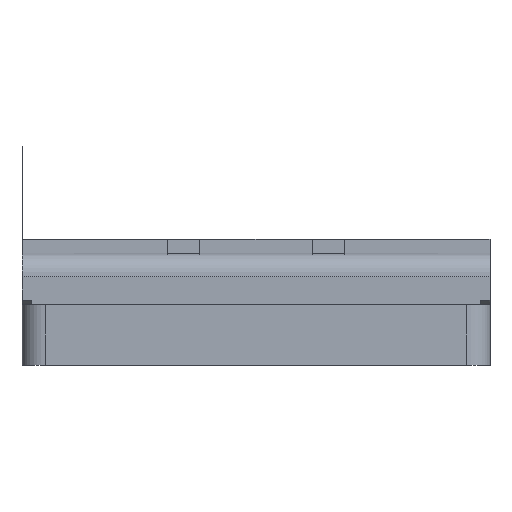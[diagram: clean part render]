
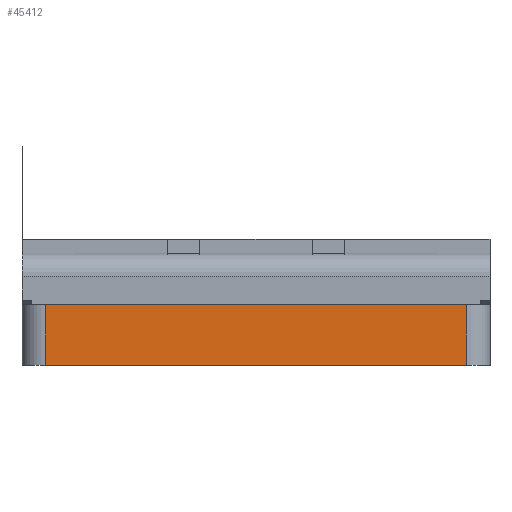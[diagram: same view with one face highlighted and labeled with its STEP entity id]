
A CAD part, front view. The second image highlights one B-rep face of the part: STEP entity #45412.
In plain terms, the highlighted planar face has unit normal (0, -1, 0).
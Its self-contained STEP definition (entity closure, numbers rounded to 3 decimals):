
#44 = PLANE('',#45);
#45 = AXIS2_PLACEMENT_3D('',#46,#47,#48);
#46 = CARTESIAN_POINT('',(114.,3.885,-1.));
#47 = DIRECTION('',(0.,0.,-1.));
#48 = DIRECTION('',(-1.,0.,0.));
#1453 = VERTEX_POINT('',#1454);
#1454 = CARTESIAN_POINT('',(136.5,-43.,-1.));
#1473 = CYLINDRICAL_SURFACE('',#1474,2.5);
#1474 = AXIS2_PLACEMENT_3D('',#1475,#1476,#1477);
#1475 = CARTESIAN_POINT('',(136.5,-40.5,-1.));
#1476 = DIRECTION('',(0.,0.,1.));
#1477 = DIRECTION('',(0.,-1.,0.));
#1485 = EDGE_CURVE('',#1486,#1453,#1488,.T.);
#1486 = VERTEX_POINT('',#1487);
#1487 = CARTESIAN_POINT('',(91.5,-43.,-1.));
#1488 = SURFACE_CURVE('',#1489,(#1493,#1499),.PCURVE_S1.);
#1489 = LINE('',#1490,#1491);
#1490 = CARTESIAN_POINT('',(99.,-43.,-1.));
#1491 = VECTOR('',#1492,1.);
#1492 = DIRECTION('',(1.,0.,0.));
#1493 = PCURVE('',#44,#1494);
#1494 = DEFINITIONAL_REPRESENTATION('',(#1495),#1498);
#1495 = B_SPLINE_CURVE_WITH_KNOTS('',1,(#1496,#1497),.UNSPECIFIED.,.F.,
  .F.,(2,2),(-15.,45.),.PIECEWISE_BEZIER_KNOTS.);
#1496 = CARTESIAN_POINT('',(30.,-46.885));
#1497 = CARTESIAN_POINT('',(-30.,-46.885));
#1498 = ( GEOMETRIC_REPRESENTATION_CONTEXT(2) 
PARAMETRIC_REPRESENTATION_CONTEXT() REPRESENTATION_CONTEXT('2D SPACE',''
  ) );
#1499 = PCURVE('',#1500,#1505);
#1500 = PLANE('',#1501);
#1501 = AXIS2_PLACEMENT_3D('',#1502,#1503,#1504);
#1502 = CARTESIAN_POINT('',(84.,-43.,-2.));
#1503 = DIRECTION('',(0.,1.,0.));
#1504 = DIRECTION('',(0.,0.,1.));
#1505 = DEFINITIONAL_REPRESENTATION('',(#1506),#1509);
#1506 = B_SPLINE_CURVE_WITH_KNOTS('',1,(#1507,#1508),.UNSPECIFIED.,.F.,
  .F.,(2,2),(-15.,45.),.PIECEWISE_BEZIER_KNOTS.);
#1507 = CARTESIAN_POINT('',(1.,0.));
#1508 = CARTESIAN_POINT('',(1.,60.));
#1509 = ( GEOMETRIC_REPRESENTATION_CONTEXT(2) 
PARAMETRIC_REPRESENTATION_CONTEXT() REPRESENTATION_CONTEXT('2D SPACE',''
  ) );
#1530 = CYLINDRICAL_SURFACE('',#1531,2.5);
#1531 = AXIS2_PLACEMENT_3D('',#1532,#1533,#1534);
#1532 = CARTESIAN_POINT('',(91.5,-40.5,-1.));
#1533 = DIRECTION('',(0.,0.,1.));
#1534 = DIRECTION('',(-1.,0.,0.));
#2872 = PLANE('',#2873);
#2873 = AXIS2_PLACEMENT_3D('',#2874,#2875,#2876);
#2874 = CARTESIAN_POINT('',(89.,-68.,5.5));
#2875 = DIRECTION('',(0.,0.,1.));
#2876 = DIRECTION('',(1.,0.,0.));
#45319 = EDGE_CURVE('',#1486,#45320,#45322,.T.);
#45320 = VERTEX_POINT('',#45321);
#45321 = CARTESIAN_POINT('',(91.5,-43.,5.5));
#45322 = SURFACE_CURVE('',#45323,(#45327,#45334),.PCURVE_S1.);
#45323 = LINE('',#45324,#45325);
#45324 = CARTESIAN_POINT('',(91.5,-43.,-1.));
#45325 = VECTOR('',#45326,1.);
#45326 = DIRECTION('',(0.,0.,1.));
#45327 = PCURVE('',#1530,#45328);
#45328 = DEFINITIONAL_REPRESENTATION('',(#45329),#45333);
#45329 = LINE('',#45330,#45331);
#45330 = CARTESIAN_POINT('',(1.571,0.));
#45331 = VECTOR('',#45332,1.);
#45332 = DIRECTION('',(0.,1.));
#45333 = ( GEOMETRIC_REPRESENTATION_CONTEXT(2) 
PARAMETRIC_REPRESENTATION_CONTEXT() REPRESENTATION_CONTEXT('2D SPACE',''
  ) );
#45334 = PCURVE('',#1500,#45335);
#45335 = DEFINITIONAL_REPRESENTATION('',(#45336),#45340);
#45336 = LINE('',#45337,#45338);
#45337 = CARTESIAN_POINT('',(1.,7.5));
#45338 = VECTOR('',#45339,1.);
#45339 = DIRECTION('',(1.,0.));
#45340 = ( GEOMETRIC_REPRESENTATION_CONTEXT(2) 
PARAMETRIC_REPRESENTATION_CONTEXT() REPRESENTATION_CONTEXT('2D SPACE',''
  ) );
#45412 = ADVANCED_FACE('',(#45413),#1500,.F.);
#45413 = FACE_BOUND('',#45414,.F.);
#45414 = EDGE_LOOP('',(#45415,#45416,#45417,#45438));
#45415 = ORIENTED_EDGE('',*,*,#1485,.F.);
#45416 = ORIENTED_EDGE('',*,*,#45319,.T.);
#45417 = ORIENTED_EDGE('',*,*,#45418,.F.);
#45418 = EDGE_CURVE('',#45419,#45320,#45421,.T.);
#45419 = VERTEX_POINT('',#45420);
#45420 = CARTESIAN_POINT('',(136.5,-43.,5.5));
#45421 = SURFACE_CURVE('',#45422,(#45426,#45432),.PCURVE_S1.);
#45422 = LINE('',#45423,#45424);
#45423 = CARTESIAN_POINT('',(86.5,-43.,5.5));
#45424 = VECTOR('',#45425,1.);
#45425 = DIRECTION('',(-1.,0.,0.));
#45426 = PCURVE('',#1500,#45427);
#45427 = DEFINITIONAL_REPRESENTATION('',(#45428),#45431);
#45428 = B_SPLINE_CURVE_WITH_KNOTS('',1,(#45429,#45430),.UNSPECIFIED.,
  .F.,.F.,(2,2),(-57.5,2.5),.PIECEWISE_BEZIER_KNOTS.);
#45429 = CARTESIAN_POINT('',(7.5,60.));
#45430 = CARTESIAN_POINT('',(7.5,0.));
#45431 = ( GEOMETRIC_REPRESENTATION_CONTEXT(2) 
PARAMETRIC_REPRESENTATION_CONTEXT() REPRESENTATION_CONTEXT('2D SPACE',''
  ) );
#45432 = PCURVE('',#2872,#45433);
#45433 = DEFINITIONAL_REPRESENTATION('',(#45434),#45437);
#45434 = B_SPLINE_CURVE_WITH_KNOTS('',1,(#45435,#45436),.UNSPECIFIED.,
  .F.,.F.,(2,2),(-57.5,2.5),.PIECEWISE_BEZIER_KNOTS.);
#45435 = CARTESIAN_POINT('',(55.,25.));
#45436 = CARTESIAN_POINT('',(-5.,25.));
#45437 = ( GEOMETRIC_REPRESENTATION_CONTEXT(2) 
PARAMETRIC_REPRESENTATION_CONTEXT() REPRESENTATION_CONTEXT('2D SPACE',''
  ) );
#45438 = ORIENTED_EDGE('',*,*,#45439,.F.);
#45439 = EDGE_CURVE('',#1453,#45419,#45440,.T.);
#45440 = SURFACE_CURVE('',#45441,(#45445,#45452),.PCURVE_S1.);
#45441 = LINE('',#45442,#45443);
#45442 = CARTESIAN_POINT('',(136.5,-43.,-1.));
#45443 = VECTOR('',#45444,1.);
#45444 = DIRECTION('',(0.,0.,1.));
#45445 = PCURVE('',#1500,#45446);
#45446 = DEFINITIONAL_REPRESENTATION('',(#45447),#45451);
#45447 = LINE('',#45448,#45449);
#45448 = CARTESIAN_POINT('',(1.,52.5));
#45449 = VECTOR('',#45450,1.);
#45450 = DIRECTION('',(1.,0.));
#45451 = ( GEOMETRIC_REPRESENTATION_CONTEXT(2) 
PARAMETRIC_REPRESENTATION_CONTEXT() REPRESENTATION_CONTEXT('2D SPACE',''
  ) );
#45452 = PCURVE('',#1473,#45453);
#45453 = DEFINITIONAL_REPRESENTATION('',(#45454),#45458);
#45454 = LINE('',#45455,#45456);
#45455 = CARTESIAN_POINT('',(0.,0.));
#45456 = VECTOR('',#45457,1.);
#45457 = DIRECTION('',(0.,1.));
#45458 = ( GEOMETRIC_REPRESENTATION_CONTEXT(2) 
PARAMETRIC_REPRESENTATION_CONTEXT() REPRESENTATION_CONTEXT('2D SPACE',''
  ) );
